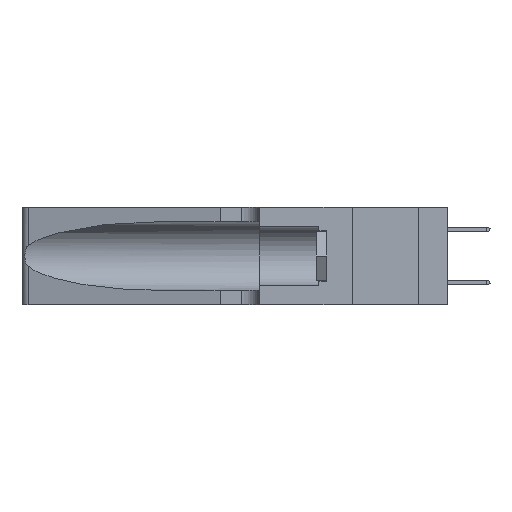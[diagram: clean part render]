
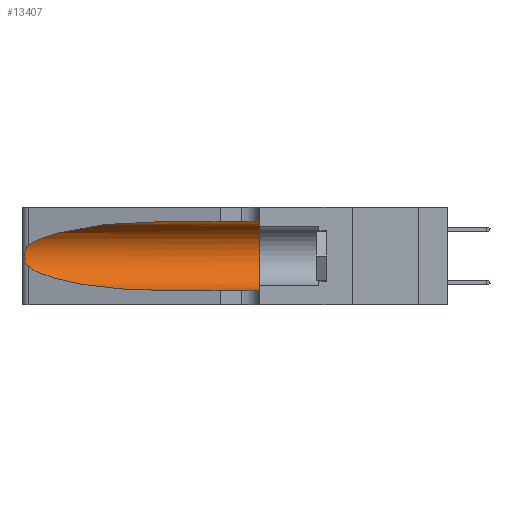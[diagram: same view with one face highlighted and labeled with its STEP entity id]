
A CAD part, left-side view. The second image highlights one B-rep face of the part: STEP entity #13407.
In plain terms, the highlighted cylindrical face has radius 3.308 mm (diameter 6.617 mm), a partial arc.
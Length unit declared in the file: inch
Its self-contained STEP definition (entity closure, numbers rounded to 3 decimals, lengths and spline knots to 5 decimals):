
#172 = CARTESIAN_POINT ( 'NONE',  ( 0.1305, 1.61858, 0.31525 ) ) ;
#239 = EDGE_CURVE ( 'NONE', #10239, #12622, #13180, .T. ) ;
#823 = ORIENTED_EDGE ( 'NONE', *, *, #13331, .T. ) ;
#908 = VERTEX_POINT ( 'NONE', #4894 ) ;
#1453 = CARTESIAN_POINT ( 'NONE',  ( 0.18966, 0.96281, 0.31525 ) ) ;
#1502 = AXIS2_PLACEMENT_3D ( 'NONE', #6539, #11360, #12937 ) ;
#1685 = CARTESIAN_POINT ( 'NONE',  ( 0.25555, 1.22993, 0.14849 ) ) ;
#1753 = CIRCLE ( 'NONE', #14238, 0.13025 ) ;
#1932 = ORIENTED_EDGE ( 'NONE', *, *, #9513, .T. ) ;
#1953 = CYLINDRICAL_SURFACE ( 'NONE', #1502, 0.13025 ) ;
#1994 = ORIENTED_EDGE ( 'NONE', *, *, #8133, .T. ) ;
#3302 = VERTEX_POINT ( 'NONE', #20559 ) ;
#4737 = CARTESIAN_POINT ( 'NONE',  ( 0.2373, 1.15595, 0.08982 ) ) ;
#4894 = CARTESIAN_POINT ( 'NONE',  ( 0.1305, 0.35, 0.05475 ) ) ;
#4981 = CARTESIAN_POINT ( 'NONE',  ( 0.26017, 1.23833, 0.17102 ) ) ;
#6391 = CARTESIAN_POINT ( 'NONE',  ( 0.25487, 1.22718, 0.14631 ) ) ;
#6505 = CARTESIAN_POINT ( 'NONE',  ( 0.1305, 0.35, 0.185 ) ) ;
#6539 = CARTESIAN_POINT ( 'NONE',  ( 0.1305, 1.61858, 0.185 ) ) ;
#7312 = VECTOR ( 'NONE', #14810, 39.37008 ) ;
#7506 = EDGE_LOOP ( 'NONE', ( #823, #1932, #18338, #1994, #19087, #10350 ) ) ;
#7634 = CARTESIAN_POINT ( 'NONE',  ( 0.25854, 1.2359, 0.20912 ) ) ;
#8133 = EDGE_CURVE ( 'NONE', #20979, #908, #20517, .T. ) ;
#8520 =( BOUNDED_CURVE ( )  B_SPLINE_CURVE ( 3, ( #19017, #1453, #15939, #17695 ),
 .UNSPECIFIED., .F., .T. ) 
 B_SPLINE_CURVE_WITH_KNOTS ( ( 4, 4 ),
 ( 1.5708, 2.84003 ),
 .UNSPECIFIED. ) 
 CURVE ( )  GEOMETRIC_REPRESENTATION_ITEM ( )  RATIONAL_B_SPLINE_CURVE ( ( 1., 0.87, 0.87, 1. ) ) 
 REPRESENTATION_ITEM ( '' )  );
#8553 = CARTESIAN_POINT ( 'NONE',  ( 0.1305, 0.72297, 0.31525 ) ) ;
#9416 = CARTESIAN_POINT ( 'NONE',  ( 0.25639, 1.23184, 0.21858 ) ) ;
#9513 = EDGE_CURVE ( 'NONE', #11167, #3302, #20528, .T. ) ;
#9801 = CARTESIAN_POINT ( 'NONE',  ( 0.18966, 0.96281, 0.05475 ) ) ;
#10239 = VERTEX_POINT ( 'NONE', #8553 ) ;
#10350 = ORIENTED_EDGE ( 'NONE', *, *, #239, .F. ) ;
#10756 = DIRECTION ( 'NONE',  ( 0., -1., 0. ) ) ;
#10785 = CARTESIAN_POINT ( 'NONE',  ( 0.1305, 0.72297, 0.05475 ) ) ;
#10988 = CARTESIAN_POINT ( 'NONE',  ( 0.26018, 1.23835, 0.19895 ) ) ;
#11167 = VERTEX_POINT ( 'NONE', #18289 ) ;
#11291 = CARTESIAN_POINT ( 'NONE',  ( 0.25487, 1.22718, 0.14631 ) ) ;
#11360 = DIRECTION ( 'NONE',  ( 0., -1., 0. ) ) ;
#11403 = CARTESIAN_POINT ( 'NONE',  ( 0.26075, 1.23896, 0.178 ) ) ;
#12394 = EDGE_CURVE ( 'NONE', #12622, #908, #1753, .T. ) ;
#12572 = CARTESIAN_POINT ( 'NONE',  ( 0.25487, 1.22718, 0.22369 ) ) ;
#12622 = VERTEX_POINT ( 'NONE', #17993 ) ;
#12937 = DIRECTION ( 'NONE',  ( 0., 0., -1. ) ) ;
#13100 = DIRECTION ( 'NONE',  ( 0., 1., 0. ) ) ;
#13180 = LINE ( 'NONE', #172, #7312 ) ;
#13331 = EDGE_CURVE ( 'NONE', #10239, #11167, #8520, .T. ) ;
#13407 = ADVANCED_FACE ( 'NONE', ( #19201 ), #1953, .F. ) ;
#14238 = AXIS2_PLACEMENT_3D ( 'NONE', #6505, #13100, #16523 ) ;
#14810 = DIRECTION ( 'NONE',  ( 0., -1., 0. ) ) ;
#15779 = CARTESIAN_POINT ( 'NONE',  ( 0.25787, 1.23484, 0.2124 ) ) ;
#15939 = CARTESIAN_POINT ( 'NONE',  ( 0.2373, 1.15595, 0.28018 ) ) ;
#16133 = CARTESIAN_POINT ( 'NONE',  ( 0.25639, 1.23186, 0.15144 ) ) ;
#16201 = CARTESIAN_POINT ( 'NONE',  ( 0.25789, 1.23486, 0.15765 ) ) ;
#16427 = CARTESIAN_POINT ( 'NONE',  ( 0.1305, 0.72297, 0.05475 ) ) ;
#16523 = DIRECTION ( 'NONE',  ( 0., 0., 1. ) ) ;
#17208 = VECTOR ( 'NONE', #10756, 39.37008 ) ;
#17666 = CARTESIAN_POINT ( 'NONE',  ( 0.25856, 1.23593, 0.16098 ) ) ;
#17695 = CARTESIAN_POINT ( 'NONE',  ( 0.25487, 1.22718, 0.22369 ) ) ;
#17993 = CARTESIAN_POINT ( 'NONE',  ( 0.1305, 0.35, 0.31525 ) ) ;
#18289 = CARTESIAN_POINT ( 'NONE',  ( 0.25487, 1.22718, 0.22369 ) ) ;
#18338 = ORIENTED_EDGE ( 'NONE', *, *, #20573, .T. ) ;
#19017 = CARTESIAN_POINT ( 'NONE',  ( 0.1305, 0.72297, 0.31525 ) ) ;
#19087 = ORIENTED_EDGE ( 'NONE', *, *, #12394, .F. ) ;
#19201 = FACE_OUTER_BOUND ( 'NONE', #7506, .T. ) ;
#19510 = CARTESIAN_POINT ( 'NONE',  ( 0.26075, 1.23896, 0.19203 ) ) ;
#20259 =( BOUNDED_CURVE ( )  B_SPLINE_CURVE ( 3, ( #11291, #4737, #9801, #16427 ),
 .UNSPECIFIED., .F., .F. ) 
 B_SPLINE_CURVE_WITH_KNOTS ( ( 4, 4 ),
 ( 3.44316, 4.71239 ),
 .UNSPECIFIED. ) 
 CURVE ( )  GEOMETRIC_REPRESENTATION_ITEM ( )  RATIONAL_B_SPLINE_CURVE ( ( 1., 0.87, 0.87, 1. ) ) 
 REPRESENTATION_ITEM ( '' )  );
#20499 = CARTESIAN_POINT ( 'NONE',  ( 0.1305, 1.61858, 0.05475 ) ) ;
#20517 = LINE ( 'NONE', #20499, #17208 ) ;
#20528 = B_SPLINE_CURVE_WITH_KNOTS ( 'NONE', 3,
 ( #12572, #20732, #9416, #15779, #7634, #10988, #19510, #11403, #4981, #17666, #16201, #16133, #1685, #6391 ),
 .UNSPECIFIED., .F., .F.,
 ( 4, 2, 2, 2, 2, 2, 4 ),
 ( 0., 0.00027, 0.00053, 0.00107, 0.0016, 0.00187, 0.00214 ),
 .UNSPECIFIED. ) ;
#20559 = CARTESIAN_POINT ( 'NONE',  ( 0.25487, 1.22718, 0.14631 ) ) ;
#20573 = EDGE_CURVE ( 'NONE', #3302, #20979, #20259, .T. ) ;
#20732 = CARTESIAN_POINT ( 'NONE',  ( 0.25555, 1.22994, 0.2215 ) ) ;
#20979 = VERTEX_POINT ( 'NONE', #10785 ) ;
